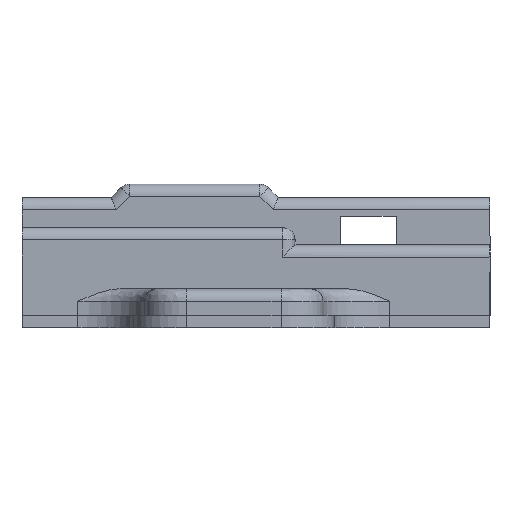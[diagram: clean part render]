
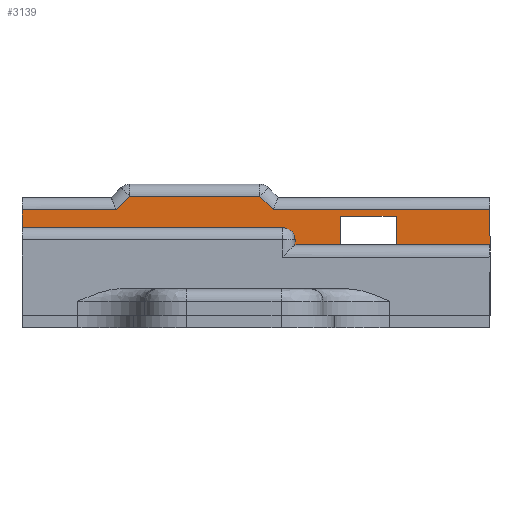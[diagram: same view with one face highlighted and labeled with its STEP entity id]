
A CAD part, front view. The second image highlights one B-rep face of the part: STEP entity #3139.
In plain terms, the highlighted planar face has unit normal (0, -1, 0).
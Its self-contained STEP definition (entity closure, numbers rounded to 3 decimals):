
#30 = CARTESIAN_POINT ( 'NONE',  ( 23.4, -5.4, 7.9 ) ) ;
#79 = CARTESIAN_POINT ( 'NONE',  ( 21., -5.4, 10.6 ) ) ;
#189 = DIRECTION ( 'NONE',  ( -1., 0., 0. ) ) ;
#195 = LINE ( 'NONE', #2739, #5907 ) ;
#206 = VERTEX_POINT ( 'NONE', #4881 ) ;
#284 = EDGE_CURVE ( 'NONE', #1895, #950, #7331, .T. ) ;
#286 = CARTESIAN_POINT ( 'NONE',  ( 28.58, -5.4, 9.625 ) ) ;
#307 = VECTOR ( 'NONE', #2617, 1000. ) ;
#341 = CARTESIAN_POINT ( 'NONE',  ( 22.544, -5.4, 10.6 ) ) ;
#392 = CARTESIAN_POINT ( 'NONE',  ( 0., -5.4, 9. ) ) ;
#508 = DIRECTION ( 'NONE',  ( -1., 0., 0. ) ) ;
#601 = CARTESIAN_POINT ( 'NONE',  ( 33.58, -5.4, 10. ) ) ;
#615 = ORIENTED_EDGE ( 'NONE', *, *, #284, .F. ) ;
#659 = VECTOR ( 'NONE', #2719, 1000. ) ;
#676 = ORIENTED_EDGE ( 'NONE', *, *, #7888, .F. ) ;
#713 = VECTOR ( 'NONE', #508, 1000. ) ;
#775 = EDGE_CURVE ( 'NONE', #1703, #1356, #6908, .T. ) ;
#826 = CARTESIAN_POINT ( 'NONE',  ( 28.58, -5.4, 10. ) ) ;
#950 = VERTEX_POINT ( 'NONE', #826 ) ;
#999 = CARTESIAN_POINT ( 'NONE',  ( 24.5, -5.4, 7.45 ) ) ;
#1090 = LINE ( 'NONE', #8163, #713 ) ;
#1108 = VECTOR ( 'NONE', #3044, 1000. ) ;
#1215 = EDGE_CURVE ( 'NONE', #4725, #1356, #8131, .T. ) ;
#1257 = ORIENTED_EDGE ( 'NONE', *, *, #5168, .F. ) ;
#1286 = CARTESIAN_POINT ( 'NONE',  ( 42., -5.4, 5.85 ) ) ;
#1356 = VERTEX_POINT ( 'NONE', #7794 ) ;
#1536 = DIRECTION ( 'NONE',  ( 0., 1., 0. ) ) ;
#1576 = LINE ( 'NONE', #286, #6769 ) ;
#1578 = CARTESIAN_POINT ( 'NONE',  ( 0., -5.4, 7.45 ) ) ;
#1703 = VERTEX_POINT ( 'NONE', #4631 ) ;
#1716 = CARTESIAN_POINT ( 'NONE',  ( 21., -5.4, 9. ) ) ;
#1743 = CARTESIAN_POINT ( 'NONE',  ( 0., -5.4, 10.6 ) ) ;
#1827 = EDGE_CURVE ( 'NONE', #5362, #3899, #4263, .T. ) ;
#1855 = ORIENTED_EDGE ( 'NONE', *, *, #4638, .F. ) ;
#1895 = VERTEX_POINT ( 'NONE', #601 ) ;
#2062 = LINE ( 'NONE', #4534, #5355 ) ;
#2374 = EDGE_CURVE ( 'NONE', #3734, #206, #6779, .T. ) ;
#2483 = LINE ( 'NONE', #6328, #4922 ) ;
#2615 = VERTEX_POINT ( 'NONE', #3689 ) ;
#2617 = DIRECTION ( 'NONE',  ( 0., 0., -1. ) ) ;
#2688 = CARTESIAN_POINT ( 'NONE',  ( 9.052, -5.4, 11.196 ) ) ;
#2719 = DIRECTION ( 'NONE',  ( 0., 0., 1. ) ) ;
#2739 = CARTESIAN_POINT ( 'NONE',  ( 0., -5.4, 9.625 ) ) ;
#3044 = DIRECTION ( 'NONE',  ( -1., 0., 0. ) ) ;
#3109 = VERTEX_POINT ( 'NONE', #999 ) ;
#3139 = ADVANCED_FACE ( 'NONE', ( #7187 ), #3375, .F. ) ;
#3150 = DIRECTION ( 'NONE',  ( 0., 0., 1. ) ) ;
#3375 = PLANE ( 'NONE',  #6613 ) ;
#3634 = EDGE_LOOP ( 'NONE', ( #3846, #6732, #7436, #5145, #7656, #8004, #4443, #5200, #5691, #7776, #1257, #615, #1855, #5567, #676 ) ) ;
#3648 = CARTESIAN_POINT ( 'NONE',  ( 21., -5.4, 10. ) ) ;
#3675 = VERTEX_POINT ( 'NONE', #392 ) ;
#3679 = LINE ( 'NONE', #1716, #1108 ) ;
#3689 = CARTESIAN_POINT ( 'NONE',  ( 42., -5.4, 10.6 ) ) ;
#3734 = VERTEX_POINT ( 'NONE', #7587 ) ;
#3846 = ORIENTED_EDGE ( 'NONE', *, *, #4356, .F. ) ;
#3899 = VERTEX_POINT ( 'NONE', #5508 ) ;
#4003 = VERTEX_POINT ( 'NONE', #7664 ) ;
#4128 = DIRECTION ( 'NONE',  ( 0., 0., 1. ) ) ;
#4263 = LINE ( 'NONE', #5967, #7994 ) ;
#4356 = EDGE_CURVE ( 'NONE', #4725, #2615, #4493, .T. ) ;
#4381 = DIRECTION ( 'NONE',  ( 1., 0., 0. ) ) ;
#4443 = ORIENTED_EDGE ( 'NONE', *, *, #7534, .F. ) ;
#4493 = LINE ( 'NONE', #79, #6114 ) ;
#4534 = CARTESIAN_POINT ( 'NONE',  ( 33.25, -5.4, 7.45 ) ) ;
#4631 = CARTESIAN_POINT ( 'NONE',  ( 9.656, -5.4, 11.8 ) ) ;
#4638 = EDGE_CURVE ( 'NONE', #5983, #1895, #7194, .T. ) ;
#4725 = VERTEX_POINT ( 'NONE', #341 ) ;
#4754 = DIRECTION ( 'NONE',  ( 1., 0., 0. ) ) ;
#4881 = CARTESIAN_POINT ( 'NONE',  ( 24.5, -5.4, 7.9 ) ) ;
#4922 = VECTOR ( 'NONE', #3150, 1000. ) ;
#4984 = CARTESIAN_POINT ( 'NONE',  ( 21.948, -5.4, 11.196 ) ) ;
#5026 = DIRECTION ( 'NONE',  ( 0., 0., -1. ) ) ;
#5033 = LINE ( 'NONE', #1286, #307 ) ;
#5145 = ORIENTED_EDGE ( 'NONE', *, *, #5839, .T. ) ;
#5146 = DIRECTION ( 'NONE',  ( -0.707, 0., -0.707 ) ) ;
#5168 = EDGE_CURVE ( 'NONE', #950, #5834, #1576, .T. ) ;
#5200 = ORIENTED_EDGE ( 'NONE', *, *, #2374, .T. ) ;
#5273 = DIRECTION ( 'NONE',  ( 0., 0., 1. ) ) ;
#5355 = VECTOR ( 'NONE', #189, 1000. ) ;
#5362 = VERTEX_POINT ( 'NONE', #1743 ) ;
#5508 = CARTESIAN_POINT ( 'NONE',  ( 8.456, -5.4, 10.6 ) ) ;
#5567 = ORIENTED_EDGE ( 'NONE', *, *, #7081, .F. ) ;
#5656 = VECTOR ( 'NONE', #7511, 1000. ) ;
#5691 = ORIENTED_EDGE ( 'NONE', *, *, #5773, .F. ) ;
#5735 = VECTOR ( 'NONE', #5146, 1000. ) ;
#5773 = EDGE_CURVE ( 'NONE', #3109, #206, #2483, .T. ) ;
#5787 = CARTESIAN_POINT ( 'NONE',  ( 28.58, -5.4, 7.45 ) ) ;
#5834 = VERTEX_POINT ( 'NONE', #5787 ) ;
#5839 = EDGE_CURVE ( 'NONE', #1703, #3899, #6363, .T. ) ;
#5896 = VECTOR ( 'NONE', #8043, 1000. ) ;
#5907 = VECTOR ( 'NONE', #5273, 1000. ) ;
#5967 = CARTESIAN_POINT ( 'NONE',  ( 21., -5.4, 10.6 ) ) ;
#5983 = VERTEX_POINT ( 'NONE', #7952 ) ;
#6114 = VECTOR ( 'NONE', #7139, 1000. ) ;
#6120 = AXIS2_PLACEMENT_3D ( 'NONE', #30, #8182, #5026 ) ;
#6328 = CARTESIAN_POINT ( 'NONE',  ( 24.5, -5.4, 9.625 ) ) ;
#6342 = CARTESIAN_POINT ( 'NONE',  ( 21., -5.4, 11.8 ) ) ;
#6363 = LINE ( 'NONE', #2688, #5735 ) ;
#6543 = CARTESIAN_POINT ( 'NONE',  ( 33.58, -5.4, 9.625 ) ) ;
#6613 = AXIS2_PLACEMENT_3D ( 'NONE', #1578, #1536, #4128 ) ;
#6656 = DIRECTION ( 'NONE',  ( 0., 0., -1. ) ) ;
#6732 = ORIENTED_EDGE ( 'NONE', *, *, #1215, .T. ) ;
#6769 = VECTOR ( 'NONE', #6656, 1000. ) ;
#6779 = CIRCLE ( 'NONE', #6120, 1.1 ) ;
#6908 = LINE ( 'NONE', #6342, #8156 ) ;
#7081 = EDGE_CURVE ( 'NONE', #4003, #5983, #2062, .T. ) ;
#7139 = DIRECTION ( 'NONE',  ( 1., 0., 0. ) ) ;
#7187 = FACE_OUTER_BOUND ( 'NONE', #3634, .T. ) ;
#7194 = LINE ( 'NONE', #6543, #659 ) ;
#7331 = LINE ( 'NONE', #3648, #5896 ) ;
#7436 = ORIENTED_EDGE ( 'NONE', *, *, #775, .F. ) ;
#7511 = DIRECTION ( 'NONE',  ( -0.707, 0., 0.707 ) ) ;
#7534 = EDGE_CURVE ( 'NONE', #3734, #3675, #3679, .T. ) ;
#7556 = EDGE_CURVE ( 'NONE', #5834, #3109, #1090, .T. ) ;
#7587 = CARTESIAN_POINT ( 'NONE',  ( 23.4, -5.4, 9. ) ) ;
#7656 = ORIENTED_EDGE ( 'NONE', *, *, #1827, .F. ) ;
#7664 = CARTESIAN_POINT ( 'NONE',  ( 42., -5.4, 7.45 ) ) ;
#7776 = ORIENTED_EDGE ( 'NONE', *, *, #7556, .F. ) ;
#7794 = CARTESIAN_POINT ( 'NONE',  ( 21.344, -5.4, 11.8 ) ) ;
#7888 = EDGE_CURVE ( 'NONE', #2615, #4003, #5033, .T. ) ;
#7952 = CARTESIAN_POINT ( 'NONE',  ( 33.58, -5.4, 7.45 ) ) ;
#7994 = VECTOR ( 'NONE', #4754, 1000. ) ;
#8004 = ORIENTED_EDGE ( 'NONE', *, *, #8111, .F. ) ;
#8043 = DIRECTION ( 'NONE',  ( -1., 0., 0. ) ) ;
#8111 = EDGE_CURVE ( 'NONE', #3675, #5362, #195, .T. ) ;
#8131 = LINE ( 'NONE', #4984, #5656 ) ;
#8156 = VECTOR ( 'NONE', #4381, 1000. ) ;
#8163 = CARTESIAN_POINT ( 'NONE',  ( 33.25, -5.4, 7.45 ) ) ;
#8182 = DIRECTION ( 'NONE',  ( 0., 1., 0. ) ) ;
